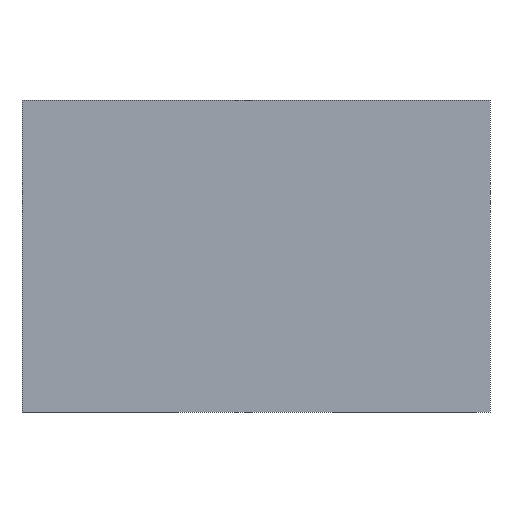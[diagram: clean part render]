
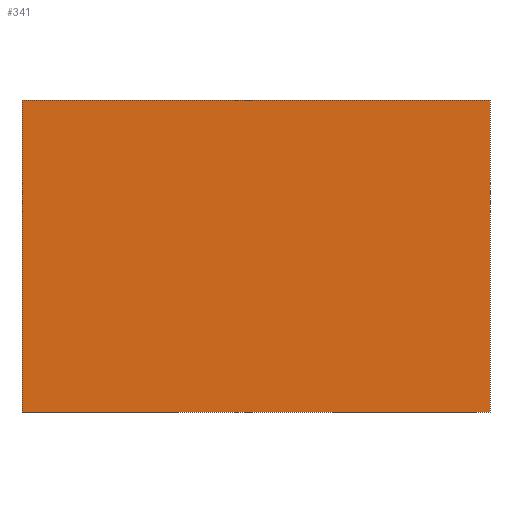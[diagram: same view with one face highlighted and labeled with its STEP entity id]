
A CAD part, front view. The second image highlights one B-rep face of the part: STEP entity #341.
In plain terms, the highlighted planar face has unit normal (0, -1, 0).
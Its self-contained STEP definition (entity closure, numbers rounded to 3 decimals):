
#43=LINE('',#560,#79);
#46=LINE('',#565,#82);
#47=LINE('',#568,#83);
#48=LINE('',#569,#84);
#79=VECTOR('',#465,10.);
#82=VECTOR('',#470,10.);
#83=VECTOR('',#473,10.);
#84=VECTOR('',#474,10.);
#100=PLANE('',#387);
#130=FACE_OUTER_BOUND('',#153,.T.);
#153=EDGE_LOOP('',(#298,#299,#300,#301));
#191=VERTEX_POINT('',#557);
#192=VERTEX_POINT('',#559);
#193=VERTEX_POINT('',#563);
#194=VERTEX_POINT('',#567);
#230=EDGE_CURVE('',#191,#192,#43,.T.);
#233=EDGE_CURVE('',#193,#191,#46,.T.);
#234=EDGE_CURVE('',#194,#193,#47,.T.);
#235=EDGE_CURVE('',#194,#192,#48,.T.);
#298=ORIENTED_EDGE('',*,*,#233,.F.);
#299=ORIENTED_EDGE('',*,*,#234,.F.);
#300=ORIENTED_EDGE('',*,*,#235,.T.);
#301=ORIENTED_EDGE('',*,*,#230,.F.);
#341=ADVANCED_FACE('',(#130),#100,.T.);
#387=AXIS2_PLACEMENT_3D('',#566,#471,#472);
#465=DIRECTION('',(-1.,0.,0.));
#470=DIRECTION('',(0.,0.,-1.));
#471=DIRECTION('center_axis',(0.,-1.,0.));
#472=DIRECTION('ref_axis',(1.,0.,0.));
#473=DIRECTION('',(1.,0.,0.));
#474=DIRECTION('',(0.,0.,-1.));
#557=CARTESIAN_POINT('',(15.,0.,-10.));
#559=CARTESIAN_POINT('',(-15.,0.,-10.));
#560=CARTESIAN_POINT('',(15.,0.,-10.));
#563=CARTESIAN_POINT('',(15.,0.,10.));
#565=CARTESIAN_POINT('',(15.,0.,0.));
#566=CARTESIAN_POINT('Origin',(-15.,0.,0.));
#567=CARTESIAN_POINT('',(-15.,0.,10.));
#568=CARTESIAN_POINT('',(15.,0.,10.));
#569=CARTESIAN_POINT('',(-15.,0.,0.));
